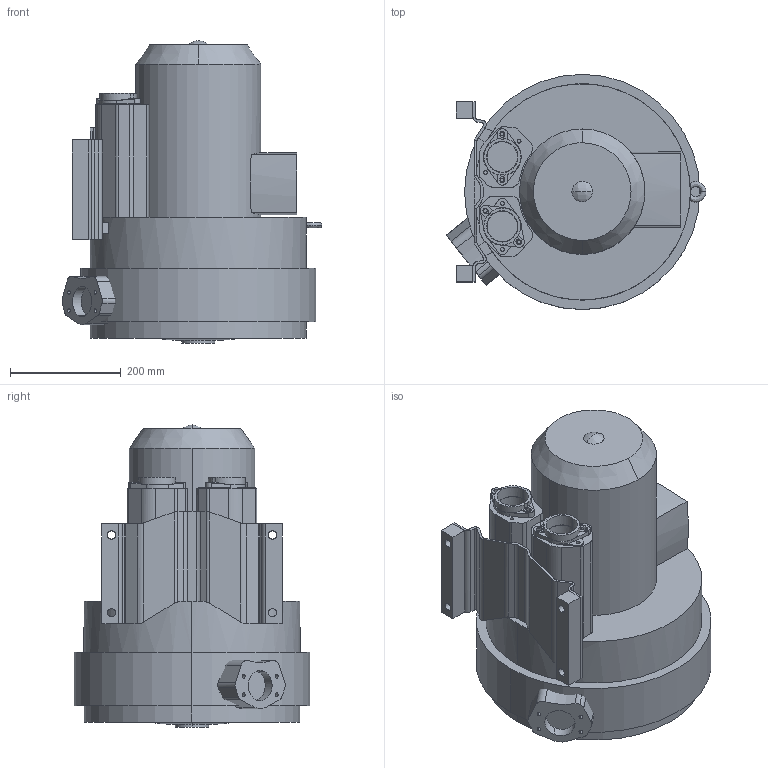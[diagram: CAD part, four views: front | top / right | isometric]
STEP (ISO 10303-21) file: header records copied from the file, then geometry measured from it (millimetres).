
FILE_DESCRIPTION (( 'STEP AP203' ), '1' );
FILE_NAME ('2RB740-1GQ37.STEP', '2025-04-28T09:01:44', ( '' ), ( '' ), 'SwSTEP 2.0', 'SolidWorks 2021', '' );
FILE_SCHEMA (( 'CONFIG_CONTROL_DESIGN' ));
Length unit declared in the file: millimetre
Products named in the file (1): 2RB740-1GQ37
Bounding box: 468.59 x 424 x 544.91 mm (x, y, z)
Volume: 45515414.6 mm3; surface area: 1191495.6 mm2
Topology: 4 solids, 4 shells, 315 faces, 952 edges, 670 vertices
Faces by surface type: plane 151, cylinder 150, bspline 10, cone 2, torus 2
Entity records: 19365 total; most frequent: CARTESIAN_POINT 11287, ORIENTED_EDGE 1900, DIRECTION 1304, EDGE_CURVE 950, VERTEX_POINT 670, AXIS2_PLACEMENT_3D 436, LINE 432, VECTOR 432
